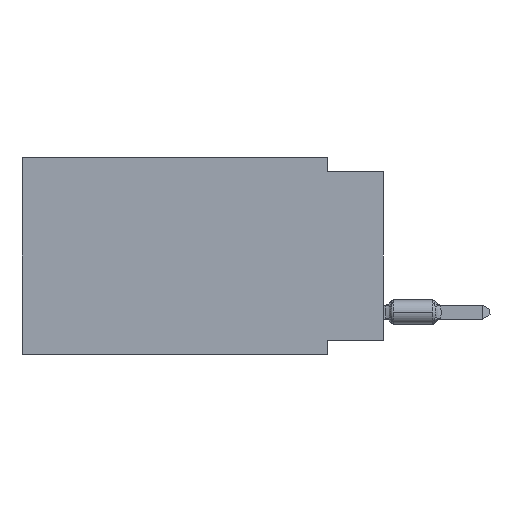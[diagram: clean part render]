
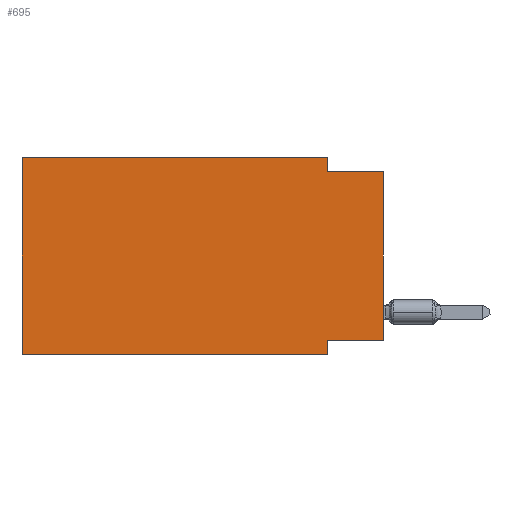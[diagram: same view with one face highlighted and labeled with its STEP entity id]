
A CAD part, left-side view. The second image highlights one B-rep face of the part: STEP entity #695.
In plain terms, the highlighted planar face has unit normal (-1, 0, 0).
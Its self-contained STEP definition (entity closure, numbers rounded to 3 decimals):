
#631 = CARTESIAN_POINT ( 'NONE',  ( 0., 2.54, -8.89 ) ) ;
#695 = ADVANCED_FACE ( 'NONE', ( #16390 ), #2965, .F. ) ;
#706 = ORIENTED_EDGE ( 'NONE', *, *, #10360, .T. ) ;
#745 = ORIENTED_EDGE ( 'NONE', *, *, #16083, .F. ) ;
#1383 = DIRECTION ( 'NONE',  ( 1., 0., 0. ) ) ;
#1971 = LINE ( 'NONE', #22162, #13064 ) ;
#2518 = ORIENTED_EDGE ( 'NONE', *, *, #9280, .F. ) ;
#2555 = VECTOR ( 'NONE', #15232, 1000. ) ;
#2675 = CARTESIAN_POINT ( 'NONE',  ( 0., 16.383, 0. ) ) ;
#2965 = PLANE ( 'NONE',  #9154 ) ;
#3095 = CARTESIAN_POINT ( 'NONE',  ( 0., 16.383, 0. ) ) ;
#3208 = EDGE_CURVE ( 'NONE', #7440, #11650, #15544, .T. ) ;
#3352 = EDGE_CURVE ( 'NONE', #11270, #7440, #1971, .T. ) ;
#3897 = VECTOR ( 'NONE', #11783, 1000. ) ;
#4806 = CARTESIAN_POINT ( 'NONE',  ( 0., 0., -0.635 ) ) ;
#5021 = LINE ( 'NONE', #12290, #6958 ) ;
#5035 = EDGE_CURVE ( 'NONE', #20796, #19830, #18891, .T. ) ;
#5517 = EDGE_CURVE ( 'NONE', #20796, #13664, #20921, .T. ) ;
#6581 = CARTESIAN_POINT ( 'NONE',  ( 0., 16.383, 0. ) ) ;
#6958 = VECTOR ( 'NONE', #23403, 1000. ) ;
#7419 = VERTEX_POINT ( 'NONE', #7450 ) ;
#7440 = VERTEX_POINT ( 'NONE', #9375 ) ;
#7450 = CARTESIAN_POINT ( 'NONE',  ( 0., 0., -8.255 ) ) ;
#7887 = CARTESIAN_POINT ( 'NONE',  ( 0., 16.383, -8.89 ) ) ;
#8004 = CARTESIAN_POINT ( 'NONE',  ( 0., 2.54, -8.89 ) ) ;
#8720 = VECTOR ( 'NONE', #13684, 1000. ) ;
#8817 = VERTEX_POINT ( 'NONE', #17371 ) ;
#9154 = AXIS2_PLACEMENT_3D ( 'NONE', #3095, #1383, #10713 ) ;
#9280 = EDGE_CURVE ( 'NONE', #19830, #11270, #12145, .T. ) ;
#9375 = CARTESIAN_POINT ( 'NONE',  ( 0., 2.54, -0.635 ) ) ;
#10360 = EDGE_CURVE ( 'NONE', #7419, #11650, #21091, .T. ) ;
#10713 = DIRECTION ( 'NONE',  ( 0., 0., -1. ) ) ;
#11047 = DIRECTION ( 'NONE',  ( 0., -1., 0. ) ) ;
#11244 = CARTESIAN_POINT ( 'NONE',  ( 0., 16.383, 0. ) ) ;
#11270 = VERTEX_POINT ( 'NONE', #18880 ) ;
#11650 = VERTEX_POINT ( 'NONE', #4806 ) ;
#11783 = DIRECTION ( 'NONE',  ( 0., 0., 1. ) ) ;
#12145 = LINE ( 'NONE', #6581, #20111 ) ;
#12290 = CARTESIAN_POINT ( 'NONE',  ( 0., 0., -8.255 ) ) ;
#13064 = VECTOR ( 'NONE', #16612, 1000. ) ;
#13233 = DIRECTION ( 'NONE',  ( 0., 0., -1. ) ) ;
#13664 = VERTEX_POINT ( 'NONE', #631 ) ;
#13684 = DIRECTION ( 'NONE',  ( 0., 0., 1. ) ) ;
#15039 = ORIENTED_EDGE ( 'NONE', *, *, #3352, .F. ) ;
#15089 = EDGE_CURVE ( 'NONE', #8817, #13664, #17091, .T. ) ;
#15127 = CARTESIAN_POINT ( 'NONE',  ( 0., 16.383, -8.89 ) ) ;
#15232 = DIRECTION ( 'NONE',  ( 0., -1., 0. ) ) ;
#15300 = ORIENTED_EDGE ( 'NONE', *, *, #5517, .T. ) ;
#15410 = CARTESIAN_POINT ( 'NONE',  ( 0., 0., 0. ) ) ;
#15544 = LINE ( 'NONE', #22916, #20416 ) ;
#16083 = EDGE_CURVE ( 'NONE', #7419, #8817, #5021, .T. ) ;
#16119 = ORIENTED_EDGE ( 'NONE', *, *, #15089, .F. ) ;
#16390 = FACE_OUTER_BOUND ( 'NONE', #22607, .T. ) ;
#16612 = DIRECTION ( 'NONE',  ( 0., 0., -1. ) ) ;
#17091 = LINE ( 'NONE', #8004, #21184 ) ;
#17371 = CARTESIAN_POINT ( 'NONE',  ( 0., 2.54, -8.255 ) ) ;
#18618 = ORIENTED_EDGE ( 'NONE', *, *, #5035, .F. ) ;
#18880 = CARTESIAN_POINT ( 'NONE',  ( 0., 2.54, 0. ) ) ;
#18891 = LINE ( 'NONE', #2675, #8720 ) ;
#19830 = VERTEX_POINT ( 'NONE', #11244 ) ;
#20111 = VECTOR ( 'NONE', #21446, 1000. ) ;
#20416 = VECTOR ( 'NONE', #11047, 1000. ) ;
#20796 = VERTEX_POINT ( 'NONE', #7887 ) ;
#20921 = LINE ( 'NONE', #15127, #2555 ) ;
#21091 = LINE ( 'NONE', #15410, #3897 ) ;
#21184 = VECTOR ( 'NONE', #13233, 1000. ) ;
#21446 = DIRECTION ( 'NONE',  ( 0., -1., 0. ) ) ;
#22162 = CARTESIAN_POINT ( 'NONE',  ( 0., 2.54, 0. ) ) ;
#22607 = EDGE_LOOP ( 'NONE', ( #706, #22863, #15039, #2518, #18618, #15300, #16119, #745 ) ) ;
#22863 = ORIENTED_EDGE ( 'NONE', *, *, #3208, .F. ) ;
#22916 = CARTESIAN_POINT ( 'NONE',  ( 0., 0., -0.635 ) ) ;
#23403 = DIRECTION ( 'NONE',  ( 0., 1., 0. ) ) ;
